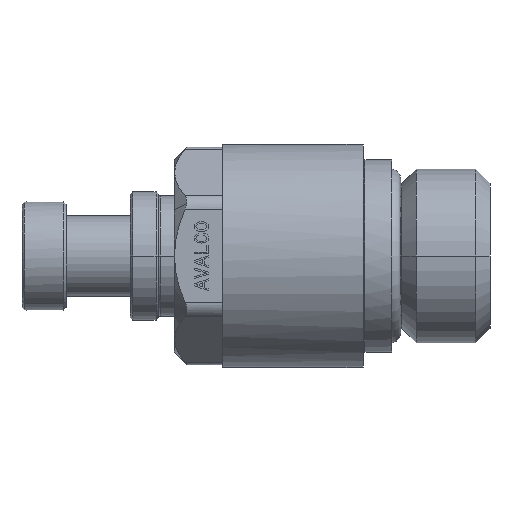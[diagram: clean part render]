
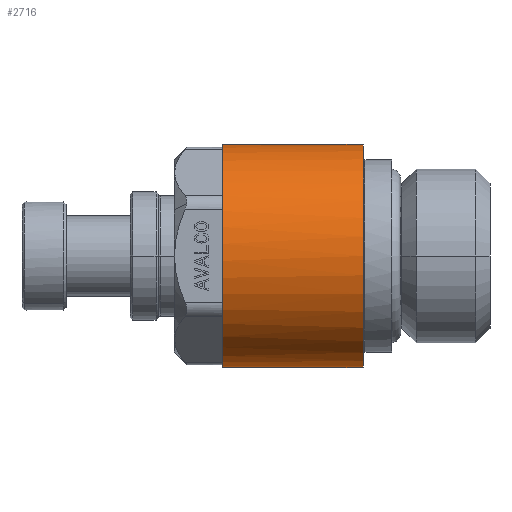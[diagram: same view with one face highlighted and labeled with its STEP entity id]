
A CAD part, left-side view. The second image highlights one B-rep face of the part: STEP entity #2716.
In plain terms, the highlighted cylindrical face has radius 13.9 mm (diameter 27.8 mm), a partial arc.
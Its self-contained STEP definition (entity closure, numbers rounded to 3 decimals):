
#2535=CARTESIAN_POINT('Vertex',(0.,27.8,-13.9)) ;
#2539=CARTESIAN_POINT('Control Point',(0.,27.8,-13.9)) ;
#2540=CARTESIAN_POINT('Control Point',(-2.183,27.8,-13.9)) ;
#2541=CARTESIAN_POINT('Control Point',(-4.367,27.8,-13.471)) ;
#2542=CARTESIAN_POINT('Control Point',(-6.438,27.8,-12.613)) ;
#2543=CARTESIAN_POINT('Control Point',(-10.132,27.8,-10.132)) ;
#2544=CARTESIAN_POINT('Control Point',(-12.613,27.8,-6.438)) ;
#2545=CARTESIAN_POINT('Control Point',(-13.471,27.8,-4.367)) ;
#2546=CARTESIAN_POINT('Control Point',(-14.329,27.8,0.)) ;
#2547=CARTESIAN_POINT('Control Point',(-13.471,27.8,4.367)) ;
#2548=CARTESIAN_POINT('Control Point',(-12.613,27.8,6.438)) ;
#2549=CARTESIAN_POINT('Control Point',(-10.132,27.8,10.132)) ;
#2550=CARTESIAN_POINT('Control Point',(-6.438,27.8,12.613)) ;
#2551=CARTESIAN_POINT('Control Point',(-4.367,27.8,13.471)) ;
#2552=CARTESIAN_POINT('Control Point',(-2.183,27.8,13.9)) ;
#2553=CARTESIAN_POINT('Control Point',(0.,27.8,13.9)) ;
#2554=CARTESIAN_POINT('Vertex',(0.,27.8,13.9)) ;
#2621=CARTESIAN_POINT('Line Origine',(0.,20.3,13.9)) ;
#2625=CARTESIAN_POINT('Vertex',(0.,10.3,13.9)) ;
#2632=CARTESIAN_POINT('Vertex',(0.,10.3,-13.9)) ;
#2635=CARTESIAN_POINT('Line Origine',(0.,20.3,-13.9)) ;
#2700=CARTESIAN_POINT('Axis2P3D Location',(0.,14.64,0.)) ;
#2705=CARTESIAN_POINT('Axis2P3D Location',(0.,10.3,0.)) ;
#2622=DIRECTION('Vector Direction',(0.,1.,0.)) ;
#2636=DIRECTION('Vector Direction',(0.,1.,0.)) ;
#2701=DIRECTION('Axis2P3D Direction',(0.,1.,0.)) ;
#2702=DIRECTION('Axis2P3D XDirection',(1.,0.,0.)) ;
#2706=DIRECTION('Axis2P3D Direction',(0.,1.,0.)) ;
#2703=AXIS2_PLACEMENT_3D('Cylinder Axis2P3D',#2700,#2701,#2702) ;
#2707=AXIS2_PLACEMENT_3D('Circle Axis2P3D',#2705,#2706,$) ;
#2711=ORIENTED_EDGE('',*,*,#2627,.F.) ;
#2712=ORIENTED_EDGE('',*,*,#2556,.F.) ;
#2713=ORIENTED_EDGE('',*,*,#2639,.T.) ;
#2714=ORIENTED_EDGE('',*,*,#2709,.T.) ;
#2623=VECTOR('Line Direction',#2622,1.) ;
#2637=VECTOR('Line Direction',#2636,1.) ;
#2716=ADVANCED_FACE('NONE',(#2715),#2704,.T.) ;
#2538=B_SPLINE_CURVE_WITH_KNOTS('',5,(#2539,#2540,#2541,#2542,#2543,#2544,#2545,#2546,#2547,#2548,#2549,#2550,#2551,#2552,#2553),.UNSPECIFIED.,.F.,.U.,(6,3,3,3,6),(43.668,54.585,65.502,76.419,87.336),.UNSPECIFIED.) ;
#2708=CIRCLE('generated circle',#2707,13.9) ;
#2704=CYLINDRICAL_SURFACE('generated cylinder',#2703,13.9) ;
#2556=EDGE_CURVE('',#2536,#2555,#2538,.T.) ;
#2627=EDGE_CURVE('',#2555,#2626,#2624,.F.) ;
#2639=EDGE_CURVE('',#2536,#2633,#2638,.F.) ;
#2709=EDGE_CURVE('',#2633,#2626,#2708,.T.) ;
#2710=EDGE_LOOP('',(#2711,#2712,#2713,#2714)) ;
#2715=FACE_OUTER_BOUND('',#2710,.T.) ;
#2624=LINE('Line',#2621,#2623) ;
#2638=LINE('Line',#2635,#2637) ;
#2536=VERTEX_POINT('',#2535) ;
#2555=VERTEX_POINT('',#2554) ;
#2626=VERTEX_POINT('',#2625) ;
#2633=VERTEX_POINT('',#2632) ;
